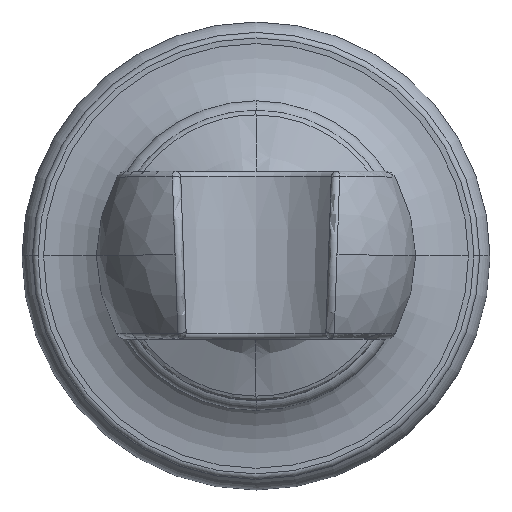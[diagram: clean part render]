
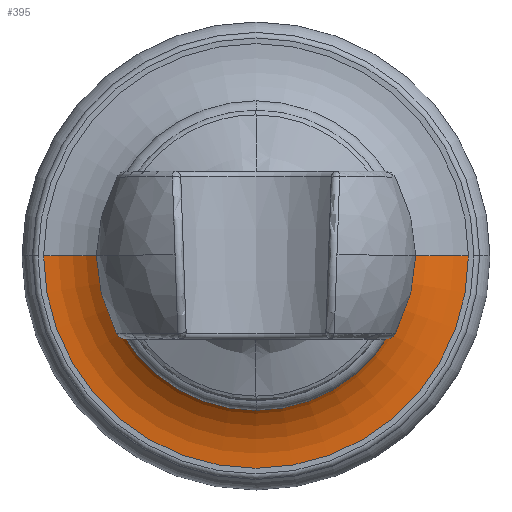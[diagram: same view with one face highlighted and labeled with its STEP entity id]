
A CAD part, top view. The second image highlights one B-rep face of the part: STEP entity #395.
In plain terms, the highlighted toroidal (fillet/blend) face has major radius 24.13 mm and minor radius 9.652 mm.
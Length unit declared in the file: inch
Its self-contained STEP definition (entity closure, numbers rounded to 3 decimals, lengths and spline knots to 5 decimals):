
#92=CARTESIAN_POINT('',(0.,0.,0.73));
#93=DIRECTION('',(0.,0.,1.));
#94=DIRECTION('',(-1.,0.,0.));
#95=AXIS2_PLACEMENT_3D('',#92,#93,#94);
#111=CARTESIAN_POINT('',(0.95,0.,0.73));
#112=DIRECTION('',(0.,1.,0.));
#113=DIRECTION('',(0.,0.,-1.));
#114=AXIS2_PLACEMENT_3D('',#111,#112,#113);
#116=CARTESIAN_POINT('',(0.,0.,0.35));
#117=DIRECTION('',(0.,0.,-1.));
#118=DIRECTION('',(1.,0.,0.));
#119=AXIS2_PLACEMENT_3D('',#116,#117,#118);
#121=CARTESIAN_POINT('',(-0.95,0.,0.73));
#122=DIRECTION('',(0.,-1.,0.));
#123=DIRECTION('',(0.,0.,-1.));
#124=AXIS2_PLACEMENT_3D('',#121,#122,#123);
#208=CARTESIAN_POINT('',(0.57,0.,0.73));
#209=VERTEX_POINT('',#208);
#210=CARTESIAN_POINT('',(-0.57,0.,0.73));
#211=VERTEX_POINT('',#210);
#212=CARTESIAN_POINT('',(0.95,0.,0.35));
#213=VERTEX_POINT('',#212);
#214=CARTESIAN_POINT('',(-0.95,0.,0.35));
#215=VERTEX_POINT('',#214);
#383=CARTESIAN_POINT('',(0.,0.,0.73));
#384=DIRECTION('',(0.,0.,1.));
#385=DIRECTION('',(-1.,0.009,0.));
#386=AXIS2_PLACEMENT_3D('',#383,#384,#385);
#387=TOROIDAL_SURFACE('',#386,0.95,0.38);
#388=ORIENTED_EDGE('',*,*,#350,.T.);
#389=ORIENTED_EDGE('',*,*,#378,.F.);
#391=ORIENTED_EDGE('',*,*,#390,.T.);
#392=ORIENTED_EDGE('',*,*,#374,.T.);
#393=EDGE_LOOP('',(#388,#389,#391,#392));
#394=FACE_OUTER_BOUND('',#393,.F.);
#395=ADVANCED_FACE('',(#394),#387,.F.);
#96=CIRCLE('',#95,0.57);
#115=CIRCLE('',#114,0.38);
#120=CIRCLE('',#119,0.95);
#125=CIRCLE('',#124,0.38);
#350=EDGE_CURVE('',#211,#209,#96,.T.);
#374=EDGE_CURVE('',#215,#211,#125,.T.);
#378=EDGE_CURVE('',#213,#209,#115,.T.);
#390=EDGE_CURVE('',#213,#215,#120,.T.);
